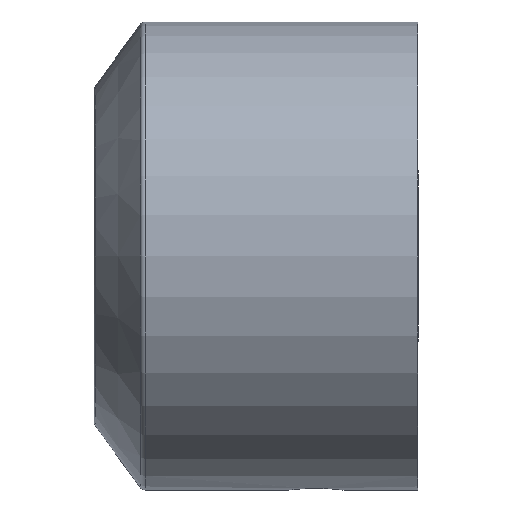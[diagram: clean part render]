
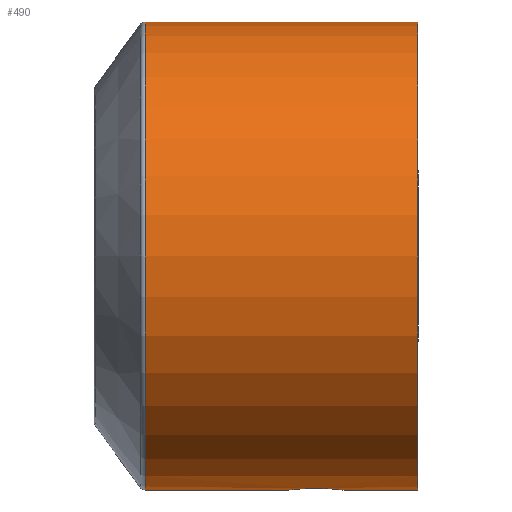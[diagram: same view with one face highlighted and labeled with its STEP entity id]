
A CAD part, front view. The second image highlights one B-rep face of the part: STEP entity #490.
In plain terms, the highlighted cylindrical face has radius 19.5 mm (diameter 39 mm), a partial arc.
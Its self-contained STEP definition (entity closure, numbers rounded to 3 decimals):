
#1 = CARTESIAN_POINT ( 'NONE',  ( -8.75, 0., -19.5 ) ) ;
#4 = CARTESIAN_POINT ( 'NONE',  ( -7.986, -1.696, -19.426 ) ) ;
#21 = CARTESIAN_POINT ( 'NONE',  ( -5.916, -2.178, -19.378 ) ) ;
#42 = DIRECTION ( 'NONE',  ( 1., 0., 0. ) ) ;
#82 = CARTESIAN_POINT ( 'NONE',  ( -7.081, -2.179, -19.378 ) ) ;
#95 = CARTESIAN_POINT ( 'NONE',  ( -5.012, -1.694, -19.427 ) ) ;
#97 = VECTOR ( 'NONE', #787, 1000. ) ;
#98 = CARTESIAN_POINT ( 'NONE',  ( -7.626, -1.954, -19.402 ) ) ;
#105 = CARTESIAN_POINT ( 'NONE',  ( -4.25, 0., -19.5 ) ) ;
#123 = CARTESIAN_POINT ( 'NONE',  ( -21., 0., 0. ) ) ;
#152 = CARTESIAN_POINT ( 'NONE',  ( 2., 0., -19.5 ) ) ;
#181 = CARTESIAN_POINT ( 'NONE',  ( -7.87, -1.791, -19.418 ) ) ;
#194 = CARTESIAN_POINT ( 'NONE',  ( -5.371, -1.952, -19.402 ) ) ;
#214 = DIRECTION ( 'NONE',  ( 0., 0., -1. ) ) ;
#216 = VERTEX_POINT ( 'NONE', #902 ) ;
#217 = LINE ( 'NONE', #1097, #1094 ) ;
#278 = CARTESIAN_POINT ( 'NONE',  ( -4.533, -1.132, -19.469 ) ) ;
#284 = ORIENTED_EDGE ( 'NONE', *, *, #872, .F. ) ;
#329 = CIRCLE ( 'NONE', #967, 19.5 ) ;
#330 = VERTEX_POINT ( 'NONE', #859 ) ;
#338 = CARTESIAN_POINT ( 'NONE',  ( -20.745, 0., 0. ) ) ;
#345 = LINE ( 'NONE', #948, #551 ) ;
#363 = DIRECTION ( 'NONE',  ( 1., 0., 0. ) ) ;
#364 = CARTESIAN_POINT ( 'NONE',  ( -8.69, -0.593, -19.493 ) ) ;
#368 = VERTEX_POINT ( 'NONE', #1 ) ;
#369 = CYLINDRICAL_SURFACE ( 'NONE', #1066, 19.5 ) ;
#429 = DIRECTION ( 'NONE',  ( 1., 0., 0. ) ) ;
#437 = DIRECTION ( 'NONE',  ( 0., 0., 1. ) ) ;
#470 = DIRECTION ( 'NONE',  ( 1., 0., 0. ) ) ;
#474 = CARTESIAN_POINT ( 'NONE',  ( -20.745, 0., -19.5 ) ) ;
#490 = ADVANCED_FACE ( 'NONE', ( #550 ), #369, .T. ) ;
#506 = B_SPLINE_CURVE_WITH_KNOTS ( 'NONE', 3,
 ( #105, #808, #1059, #278, #631, #95, #972, #194, #956, #875, #21, #964, #533, #890, #614, #82, #989, #650, #98, #181, #4, #600, #1038, #364, #817, #950 ),
 .UNSPECIFIED., .F., .F.,
 ( 4, 2, 2, 2, 2, 2, 2, 2, 2, 2, 2, 2, 4 ),
 ( 0.007, 0.008, 0.009, 0.009, 0.01, 0.01, 0.011, 0.011, 0.011, 0.012, 0.012, 0.013, 0.014 ),
 .UNSPECIFIED. ) ;
#529 = ORIENTED_EDGE ( 'NONE', *, *, #719, .F. ) ;
#533 = CARTESIAN_POINT ( 'NONE',  ( -6.35, -2.25, -19.37 ) ) ;
#541 = DIRECTION ( 'NONE',  ( 0., 0., -1. ) ) ;
#550 = FACE_OUTER_BOUND ( 'NONE', #715, .T. ) ;
#551 = VECTOR ( 'NONE', #363, 1000. ) ;
#554 = EDGE_CURVE ( 'NONE', #593, #368, #217, .T. ) ;
#583 = AXIS2_PLACEMENT_3D ( 'NONE', #994, #42, #214 ) ;
#593 = VERTEX_POINT ( 'NONE', #474 ) ;
#600 = CARTESIAN_POINT ( 'NONE',  ( -8.297, -1.385, -19.452 ) ) ;
#605 = VERTEX_POINT ( 'NONE', #768 ) ;
#609 = CARTESIAN_POINT ( 'NONE',  ( -21., 0., -19.5 ) ) ;
#614 = CARTESIAN_POINT ( 'NONE',  ( -6.793, -2.236, -19.371 ) ) ;
#631 = CARTESIAN_POINT ( 'NONE',  ( -4.701, -1.382, -19.452 ) ) ;
#636 = VERTEX_POINT ( 'NONE', #152 ) ;
#644 = EDGE_CURVE ( 'NONE', #330, #593, #329, .T. ) ;
#650 = CARTESIAN_POINT ( 'NONE',  ( -7.497, -2.023, -19.395 ) ) ;
#699 = ORIENTED_EDGE ( 'NONE', *, *, #644, .T. ) ;
#715 = EDGE_LOOP ( 'NONE', ( #529, #699, #907, #968, #789, #284 ) ) ;
#719 = EDGE_CURVE ( 'NONE', #330, #216, #345, .T. ) ;
#749 = DIRECTION ( 'NONE',  ( 1., 0., 0. ) ) ;
#765 = EDGE_CURVE ( 'NONE', #605, #368, #506, .T. ) ;
#768 = CARTESIAN_POINT ( 'NONE',  ( -4.25, 0., -19.5 ) ) ;
#780 = LINE ( 'NONE', #609, #97 ) ;
#787 = DIRECTION ( 'NONE',  ( 1., 0., 0. ) ) ;
#789 = ORIENTED_EDGE ( 'NONE', *, *, #821, .T. ) ;
#808 = CARTESIAN_POINT ( 'NONE',  ( -4.25, -0.294, -19.5 ) ) ;
#817 = CARTESIAN_POINT ( 'NONE',  ( -8.75, -0.298, -19.5 ) ) ;
#821 = EDGE_CURVE ( 'NONE', #605, #636, #780, .T. ) ;
#859 = CARTESIAN_POINT ( 'NONE',  ( -20.745, 0., 19.5 ) ) ;
#872 = EDGE_CURVE ( 'NONE', #216, #636, #1002, .T. ) ;
#875 = CARTESIAN_POINT ( 'NONE',  ( -5.773, -2.134, -19.383 ) ) ;
#890 = CARTESIAN_POINT ( 'NONE',  ( -6.647, -2.25, -19.37 ) ) ;
#902 = CARTESIAN_POINT ( 'NONE',  ( 2., 0., 19.5 ) ) ;
#907 = ORIENTED_EDGE ( 'NONE', *, *, #554, .T. ) ;
#948 = CARTESIAN_POINT ( 'NONE',  ( -21., 0., 19.5 ) ) ;
#950 = CARTESIAN_POINT ( 'NONE',  ( -8.75, 0., -19.5 ) ) ;
#956 = CARTESIAN_POINT ( 'NONE',  ( -5.501, -2.021, -19.395 ) ) ;
#964 = CARTESIAN_POINT ( 'NONE',  ( -6.203, -2.235, -19.371 ) ) ;
#967 = AXIS2_PLACEMENT_3D ( 'NONE', #338, #429, #437 ) ;
#968 = ORIENTED_EDGE ( 'NONE', *, *, #765, .F. ) ;
#972 = CARTESIAN_POINT ( 'NONE',  ( -5.127, -1.789, -19.418 ) ) ;
#989 = CARTESIAN_POINT ( 'NONE',  ( -7.224, -2.135, -19.383 ) ) ;
#994 = CARTESIAN_POINT ( 'NONE',  ( 2., 0., 0. ) ) ;
#1002 = CIRCLE ( 'NONE', #583, 19.5 ) ;
#1038 = CARTESIAN_POINT ( 'NONE',  ( -8.465, -1.134, -19.469 ) ) ;
#1059 = CARTESIAN_POINT ( 'NONE',  ( -4.309, -0.59, -19.493 ) ) ;
#1066 = AXIS2_PLACEMENT_3D ( 'NONE', #123, #470, #541 ) ;
#1094 = VECTOR ( 'NONE', #749, 1000. ) ;
#1097 = CARTESIAN_POINT ( 'NONE',  ( -21., 0., -19.5 ) ) ;
